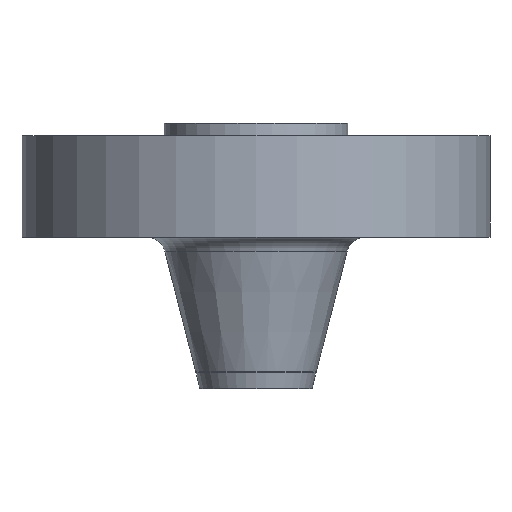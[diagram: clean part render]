
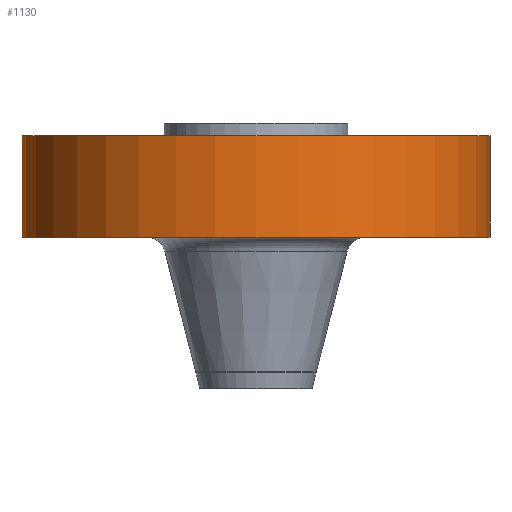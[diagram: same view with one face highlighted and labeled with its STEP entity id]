
A CAD part, front view. The second image highlights one B-rep face of the part: STEP entity #1130.
In plain terms, the highlighted cylindrical face has radius 117.475 mm (diameter 234.95 mm), a partial arc.
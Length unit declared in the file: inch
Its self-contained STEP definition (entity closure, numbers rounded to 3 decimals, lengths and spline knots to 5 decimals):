
#84 = AXIS2_PLACEMENT_3D ( 'NONE', #140, #1036, #580 ) ;
#88 = LINE ( 'NONE', #806, #673 ) ;
#140 = CARTESIAN_POINT ( 'NONE',  ( 0., 0., -0.25 ) ) ;
#183 = VERTEX_POINT ( 'NONE', #649 ) ;
#259 = DIRECTION ( 'NONE',  ( 1., 0., 0. ) ) ;
#280 = EDGE_LOOP ( 'NONE', ( #660, #616, #518, #1043 ) ) ;
#311 = CARTESIAN_POINT ( 'NONE',  ( 0., 0., 0. ) ) ;
#321 = LINE ( 'NONE', #757, #791 ) ;
#332 = DIRECTION ( 'NONE',  ( 0., 0., 1. ) ) ;
#369 = CARTESIAN_POINT ( 'NONE',  ( -4.625, 0., -2.25 ) ) ;
#463 = CARTESIAN_POINT ( 'NONE',  ( 4.625, 0., -2.25 ) ) ;
#482 = EDGE_CURVE ( 'NONE', #183, #979, #574, .T. ) ;
#518 = ORIENTED_EDGE ( 'NONE', *, *, #608, .T. ) ;
#535 = DIRECTION ( 'NONE',  ( 0., 0., 1. ) ) ;
#544 = AXIS2_PLACEMENT_3D ( 'NONE', #987, #535, #259 ) ;
#574 = CIRCLE ( 'NONE', #84, 4.625 ) ;
#578 = AXIS2_PLACEMENT_3D ( 'NONE', #311, #332, #1113 ) ;
#580 = DIRECTION ( 'NONE',  ( 1., 0., 0. ) ) ;
#608 = EDGE_CURVE ( 'NONE', #1010, #979, #321, .T. ) ;
#616 = ORIENTED_EDGE ( 'NONE', *, *, #900, .T. ) ;
#649 = CARTESIAN_POINT ( 'NONE',  ( -4.625, 0., -0.25 ) ) ;
#660 = ORIENTED_EDGE ( 'NONE', *, *, #920, .F. ) ;
#672 = FACE_OUTER_BOUND ( 'NONE', #280, .T. ) ;
#673 = VECTOR ( 'NONE', #996, 39.37008 ) ;
#757 = CARTESIAN_POINT ( 'NONE',  ( 4.625, 0., 0. ) ) ;
#791 = VECTOR ( 'NONE', #1115, 39.37008 ) ;
#806 = CARTESIAN_POINT ( 'NONE',  ( -4.625, 0., 0. ) ) ;
#900 = EDGE_CURVE ( 'NONE', #925, #1010, #1054, .T. ) ;
#920 = EDGE_CURVE ( 'NONE', #925, #183, #88, .T. ) ;
#925 = VERTEX_POINT ( 'NONE', #369 ) ;
#937 = CARTESIAN_POINT ( 'NONE',  ( 4.625, 0., -0.25 ) ) ;
#966 = CYLINDRICAL_SURFACE ( 'NONE', #578, 4.625 ) ;
#979 = VERTEX_POINT ( 'NONE', #937 ) ;
#987 = CARTESIAN_POINT ( 'NONE',  ( 0., 0., -2.25 ) ) ;
#996 = DIRECTION ( 'NONE',  ( 0., 0., 1. ) ) ;
#1010 = VERTEX_POINT ( 'NONE', #463 ) ;
#1036 = DIRECTION ( 'NONE',  ( 0., 0., 1. ) ) ;
#1043 = ORIENTED_EDGE ( 'NONE', *, *, #482, .F. ) ;
#1054 = CIRCLE ( 'NONE', #544, 4.625 ) ;
#1113 = DIRECTION ( 'NONE',  ( 1., 0., 0. ) ) ;
#1115 = DIRECTION ( 'NONE',  ( 0., 0., 1. ) ) ;
#1130 = ADVANCED_FACE ( 'NONE', ( #672 ), #966, .T. ) ;
